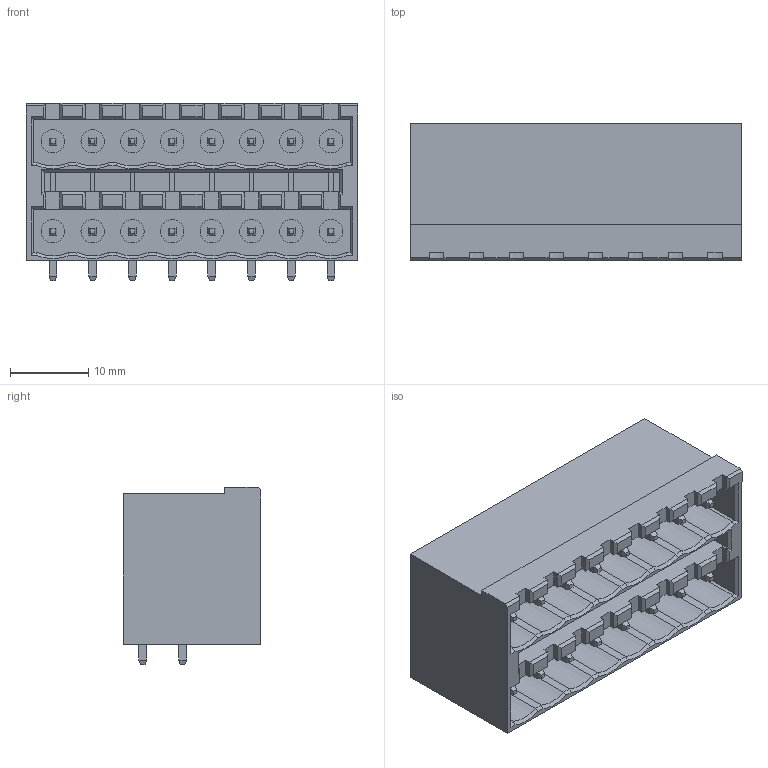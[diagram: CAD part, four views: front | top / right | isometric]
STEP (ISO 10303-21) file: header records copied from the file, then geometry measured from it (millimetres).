
FILE_DESCRIPTION (( 'STEP AP214' ), '1' );
FILE_NAME ('CONN-TH_16P-P5.08_KEFA_KF2EDGKRCH-5.08-2X8P.STEP', '2022-10-19T13:37:30', ( '' ), ( '' ), 'SwSTEP 2.0', 'SolidWorks 2020', '' );
FILE_SCHEMA (( 'AUTOMOTIVE_DESIGN' ));
Length unit declared in the file: millimetre
Products named in the file (1): CONN-TH_16P-P5.08_KEFA_KF2EDGKRCH-5.08-2X8P
Bounding box: 42.45 x 17.6 x 22.7 mm (x, y, z)
Volume: 9414.4 mm3; surface area: 7554.6 mm2
Topology: 1 solids, 1 shells, 898 faces, 2200 edges, 1388 vertices
Faces by surface type: plane 736, bspline 98, cylinder 48, cone 16
Entity records: 36204 total; most frequent: CARTESIAN_POINT 5889, ORIENTED_EDGE 4400, DIRECTION 3682, EDGE_CURVE 2200, VECTOR 1856, LINE 1856, VERTEX_POINT 1388, EDGE_LOOP 982
